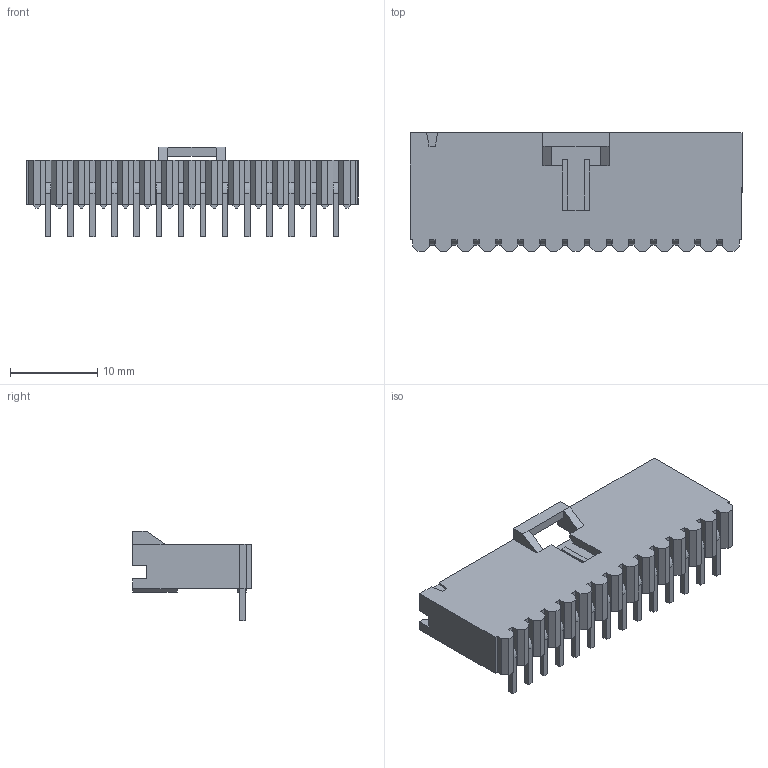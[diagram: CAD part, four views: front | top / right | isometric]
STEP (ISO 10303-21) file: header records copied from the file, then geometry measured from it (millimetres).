
FILE_DESCRIPTION((''),'2;1');
FILE_NAME('TYCO_6-103634-3.stp','2013-01-24T09:51:23',(''),(''),'Mechanical Desktop 2011','Mechanical Desktop 2011',', , ');
FILE_SCHEMA(('AUTOMOTIVE_DESIGN { 1 2 10303 214 1 1 1 1 }'));
Length unit declared in the file: millimetre
Products named in the file (1): Product
Bounding box: 38.1 x 13.59 x 10.29 mm (x, y, z)
Volume: 1570.7 mm3; surface area: 2763.8 mm2
Topology: 29 solids, 29 shells, 389 faces, 948 edges, 628 vertices
Faces by surface type: plane 291, bspline 84, cylinder 14
Entity records: 11202 total; most frequent: CARTESIAN_POINT 2218, ORIENTED_EDGE 1896, DIRECTION 1588, EDGE_CURVE 948, VECTOR 920, LINE 920, VERTEX_POINT 628, EDGE_LOOP 402
